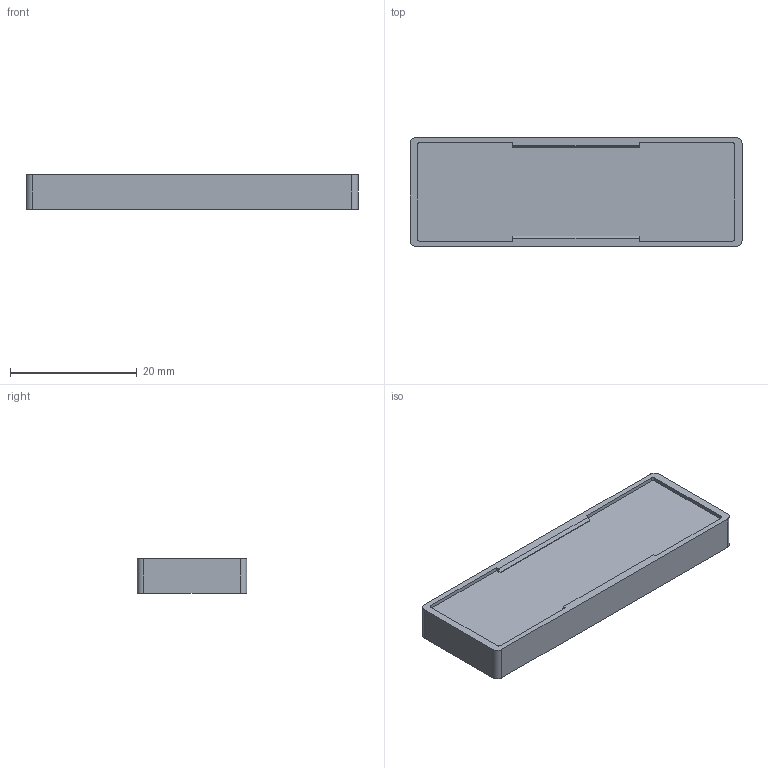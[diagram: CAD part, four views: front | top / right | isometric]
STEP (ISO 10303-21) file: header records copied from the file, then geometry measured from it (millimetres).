
FILE_DESCRIPTION (( 'STEP AP214' ), '1' );
FILE_NAME ('508601_Y-PAEK 1752.STP', '2013-11-18T06:48:37', ( 'arge' ), ( 'Microsoft' ), 'SwSTEP 2.0', 'SolidWorks 2013', '' );
FILE_SCHEMA (( 'AUTOMOTIVE_DESIGN' ));
Length unit declared in the file: millimetre
Products named in the file (1): 508601_Y-PAEK 1752
Bounding box: 52.4 x 17.3 x 5.5 mm (x, y, z)
Volume: 4531.9 mm3; surface area: 2638.9 mm2
Topology: 1 solids, 1 shells, 29 faces, 78 edges, 52 vertices
Faces by surface type: plane 21, cylinder 8
Entity records: 1261 total; most frequent: CARTESIAN_POINT 160, ORIENTED_EDGE 156, DIRECTION 154, EDGE_CURVE 78, VECTOR 62, LINE 62, VERTEX_POINT 52, AXIS2_PLACEMENT_3D 46
